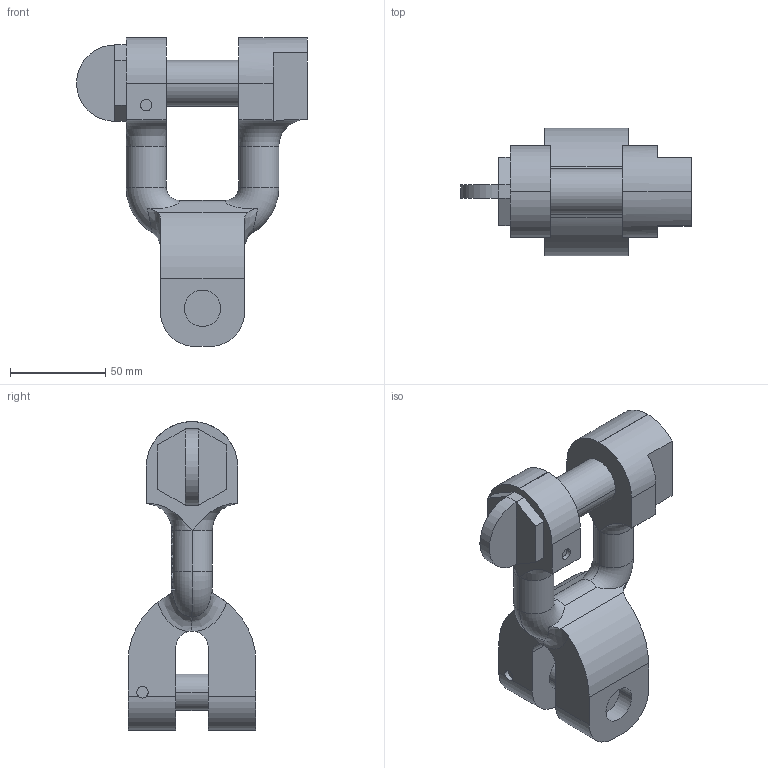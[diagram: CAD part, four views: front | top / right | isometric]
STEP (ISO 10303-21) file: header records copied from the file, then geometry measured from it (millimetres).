
FILE_DESCRIPTION((''),'2;1');
FILE_NAME('4VV-GSCH16','2005-01-19T',('jakubetz'),(''),'PRO/ENGINEER BY PARAMETRIC TECHNOLOGY CORPORATION, 2001400','PRO/ENGINEER BY PARAMETRIC TECHNOLOGY CORPORATION, 2001400','');
FILE_SCHEMA(('CONFIG_CONTROL_DESIGN'));
Length unit declared in the file: millimetre
Products named in the file (1): 4VV-GSCH16
Bounding box: 121 x 67 x 161.9 mm (x, y, z)
Surface area: 48926.5 mm2 (no closed solid volume)
Topology: 0 solids, 1 shells, 390 faces, 1085 edges, 716 vertices
Faces by surface type: plane 341, cylinder 36, torus 9, bspline 4
Entity records: 13116 total; most frequent: CARTESIAN_POINT 3504, ORIENTED_EDGE 2166, DIRECTION 1704, EDGE_CURVE 1085, VERTEX_POINT 716, VECTOR 708, LINE 708, AXIS2_PLACEMENT_3D 498
